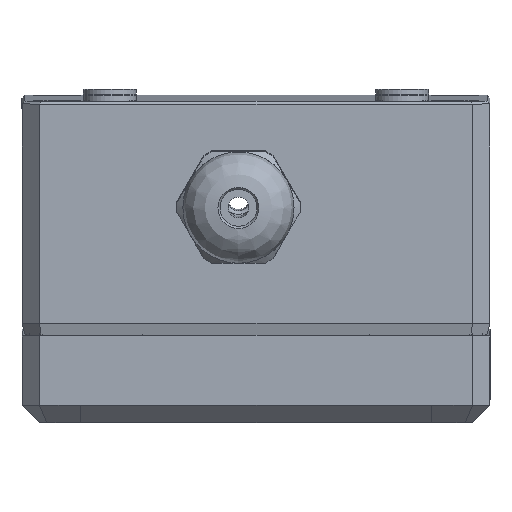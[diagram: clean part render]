
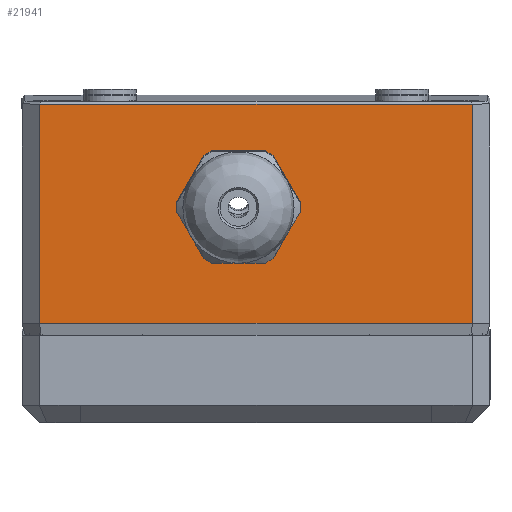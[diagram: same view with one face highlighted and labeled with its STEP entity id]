
A CAD part, left-side view. The second image highlights one B-rep face of the part: STEP entity #21941.
In plain terms, the highlighted planar face has unit normal (-1, 0, -0.009).
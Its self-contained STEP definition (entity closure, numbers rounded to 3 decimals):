
#1510=FACE_BOUND($,#5190,.T.);
#1511=FACE_BOUND($,#5191,.T.);
#2282=CIRCLE($,#23029,10.55);
#2284=CIRCLE($,#23032,10.55);
#2288=CIRCLE($,#23041,10.55);
#2290=CIRCLE($,#23044,10.55);
#2294=CIRCLE($,#23053,10.55);
#2296=CIRCLE($,#23056,10.55);
#5190=EDGE_LOOP($,(#19799,#19800,#19801,#19802,#19803,#19804,#19805,#19806,
#19807,#19808,#19809,#19810));
#5191=EDGE_LOOP($,(#19811,#19812,#19813,#19814));
#6385=LINE($,#35799,#8035);
#6389=LINE($,#35808,#8039);
#6396=LINE($,#35835,#8046);
#6400=LINE($,#35842,#8050);
#6407=LINE($,#35877,#8057);
#6411=LINE($,#35884,#8061);
#6891=LINE($,#55005,#8541);
#6894=LINE($,#55011,#8544);
#6895=LINE($,#55013,#8545);
#6896=LINE($,#55014,#8546);
#8035=VECTOR($,#26971,9.177);
#8039=VECTOR($,#26977,9.177);
#8046=VECTOR($,#27004,9.177);
#8050=VECTOR($,#27010,9.177);
#8057=VECTOR($,#27039,9.177);
#8061=VECTOR($,#27045,9.177);
#8541=VECTOR($,#28987,37.5);
#8544=VECTOR($,#28992,74.);
#8545=VECTOR($,#28993,74.);
#8546=VECTOR($,#28994,37.5);
#9808=VERTEX_POINT($,#35796);
#9809=VERTEX_POINT($,#35798);
#9812=VERTEX_POINT($,#35805);
#9813=VERTEX_POINT($,#35807);
#9815=VERTEX_POINT($,#35813);
#9817=VERTEX_POINT($,#35819);
#9823=VERTEX_POINT($,#35834);
#9825=VERTEX_POINT($,#35840);
#9830=VERTEX_POINT($,#35858);
#9832=VERTEX_POINT($,#35864);
#9836=VERTEX_POINT($,#35876);
#9838=VERTEX_POINT($,#35882);
#10615=VERTEX_POINT($,#55000);
#10616=VERTEX_POINT($,#55004);
#10618=VERTEX_POINT($,#55010);
#10619=VERTEX_POINT($,#55012);
#12494=EDGE_CURVE($,#9809,#9808,#6385,.T.);
#12498=EDGE_CURVE($,#9813,#9812,#6389,.T.);
#12501=EDGE_CURVE($,#9815,#9813,#2282,.T.);
#12505=EDGE_CURVE($,#9812,#9817,#2284,.T.);
#12511=EDGE_CURVE($,#9823,#9815,#6396,.T.);
#12515=EDGE_CURVE($,#9817,#9825,#6400,.T.);
#12521=EDGE_CURVE($,#9830,#9823,#2288,.T.);
#12525=EDGE_CURVE($,#9825,#9832,#2290,.T.);
#12530=EDGE_CURVE($,#9836,#9830,#6407,.T.);
#12534=EDGE_CURVE($,#9832,#9838,#6411,.T.);
#12540=EDGE_CURVE($,#9808,#9836,#2294,.T.);
#12542=EDGE_CURVE($,#9838,#9809,#2296,.T.);
#13703=EDGE_CURVE($,#10616,#10615,#6891,.T.);
#13706=EDGE_CURVE($,#10618,#10615,#6894,.T.);
#13707=EDGE_CURVE($,#10619,#10616,#6895,.T.);
#13708=EDGE_CURVE($,#10619,#10618,#6896,.T.);
#19799=ORIENTED_EDGE($,*,*,#12498,.T.);
#19800=ORIENTED_EDGE($,*,*,#12505,.T.);
#19801=ORIENTED_EDGE($,*,*,#12515,.T.);
#19802=ORIENTED_EDGE($,*,*,#12525,.T.);
#19803=ORIENTED_EDGE($,*,*,#12534,.T.);
#19804=ORIENTED_EDGE($,*,*,#12542,.T.);
#19805=ORIENTED_EDGE($,*,*,#12494,.T.);
#19806=ORIENTED_EDGE($,*,*,#12540,.T.);
#19807=ORIENTED_EDGE($,*,*,#12530,.T.);
#19808=ORIENTED_EDGE($,*,*,#12521,.T.);
#19809=ORIENTED_EDGE($,*,*,#12511,.T.);
#19810=ORIENTED_EDGE($,*,*,#12501,.T.);
#19811=ORIENTED_EDGE($,*,*,#13706,.T.);
#19812=ORIENTED_EDGE($,*,*,#13703,.F.);
#19813=ORIENTED_EDGE($,*,*,#13707,.F.);
#19814=ORIENTED_EDGE($,*,*,#13708,.T.);
#20730=PLANE($,#23781);
#21941=ADVANCED_FACE($,(#1510,#1511),#20730,.T.);
#23029=AXIS2_PLACEMENT_3D($,#35814,#26983,#26984);
#23032=AXIS2_PLACEMENT_3D($,#35821,#26991,#26992);
#23041=AXIS2_PLACEMENT_3D($,#35859,#27019,#27020);
#23044=AXIS2_PLACEMENT_3D($,#35866,#27027,#27028);
#23053=AXIS2_PLACEMENT_3D($,#35899,#27054,#27055);
#23056=AXIS2_PLACEMENT_3D($,#35902,#27060,#27061);
#23781=AXIS2_PLACEMENT_3D($,#55009,#28990,#28991);
#26971=DIRECTION($,(0.,-1.,0.));
#26977=DIRECTION($,(0.,1.,0.));
#26983=DIRECTION('center_axis',(1.,0.,
0.009));
#26984=DIRECTION('ref_axis',(0.008,-0.435,-0.9));
#26991=DIRECTION('center_axis',(1.,0.,
0.009));
#26992=DIRECTION('ref_axis',(0.007,0.562,-0.827));
#27004=DIRECTION($,(0.008,0.5,-0.866));
#27010=DIRECTION($,(-0.008,0.5,0.866));
#27019=DIRECTION('center_axis',(1.,0.,
0.009));
#27020=DIRECTION('ref_axis',(0.001,-0.997,-0.074));
#27027=DIRECTION('center_axis',(1.,0.,
0.009));
#27028=DIRECTION('ref_axis',(-0.001,0.997,0.074));
#27039=DIRECTION($,(0.008,-0.5,-0.866));
#27045=DIRECTION($,(-0.008,-0.5,0.866));
#27054=DIRECTION('center_axis',(1.,0.,
0.009));
#27055=DIRECTION('ref_axis',(-0.007,-0.562,0.827));
#27060=DIRECTION('center_axis',(1.,0.,
0.009));
#27061=DIRECTION('ref_axis',(-0.008,0.435,0.9));
#28987=DIRECTION($,(0.009,0.,-1.));
#28990=DIRECTION('center_axis',(-1.,0.,
-0.009));
#28991=DIRECTION('ref_axis',(0.,1.,0.));
#28992=DIRECTION($,(0.,-1.,0.));
#28993=DIRECTION($,(0.,-1.,0.));
#28994=DIRECTION($,(0.009,0.,-1.));
#35796=CARTESIAN_POINT('',(38.3,10.873,56.673));
#35798=CARTESIAN_POINT('',(38.3,20.049,56.673));
#35799=CARTESIAN_POINT($,(38.3,-3.745,56.673));
#35805=CARTESIAN_POINT('',(38.466,20.049,37.674));
#35807=CARTESIAN_POINT('',(38.466,10.873,37.674));
#35808=CARTESIAN_POINT($,(38.466,-8.333,37.674));
#35813=CARTESIAN_POINT('',(38.459,9.528,38.451));
#35814=CARTESIAN_POINT('Origin',(38.383,15.461,47.174));
#35819=CARTESIAN_POINT('',(38.459,21.394,38.451));
#35821=CARTESIAN_POINT('Origin',(38.383,15.461,47.174));
#35834=CARTESIAN_POINT('',(38.39,4.94,46.397));
#35835=CARTESIAN_POINT($,(38.398,5.475,45.47));
#35840=CARTESIAN_POINT('',(38.39,25.982,46.397));
#35842=CARTESIAN_POINT($,(38.595,12.403,22.878));
#35858=CARTESIAN_POINT('',(38.376,4.94,47.95));
#35859=CARTESIAN_POINT('Origin',(38.383,15.461,47.174));
#35864=CARTESIAN_POINT('',(38.376,25.982,47.95));
#35866=CARTESIAN_POINT('Origin',(38.383,15.461,47.174));
#35876=CARTESIAN_POINT('',(38.307,9.528,55.897));
#35877=CARTESIAN_POINT($,(38.478,-1.757,36.351));
#35882=CARTESIAN_POINT('',(38.307,21.394,55.897));
#35884=CARTESIAN_POINT($,(38.35,24.224,50.997));
#35899=CARTESIAN_POINT('Origin',(38.383,15.461,47.174));
#35902=CARTESIAN_POINT('Origin',(38.383,15.461,47.174));
#55000=CARTESIAN_POINT('',(38.558,-24.539,27.175));
#55004=CARTESIAN_POINT('',(38.23,-24.539,64.673));
#55005=CARTESIAN_POINT($,(38.23,-24.539,64.673));
#55009=CARTESIAN_POINT('Origin',(38.575,-27.539,25.175));
#55010=CARTESIAN_POINT('',(38.558,49.461,27.175));
#55011=CARTESIAN_POINT($,(38.558,49.461,27.175));
#55012=CARTESIAN_POINT('',(38.23,49.461,64.673));
#55013=CARTESIAN_POINT($,(38.23,49.461,64.673));
#55014=CARTESIAN_POINT($,(38.23,49.461,64.673));
